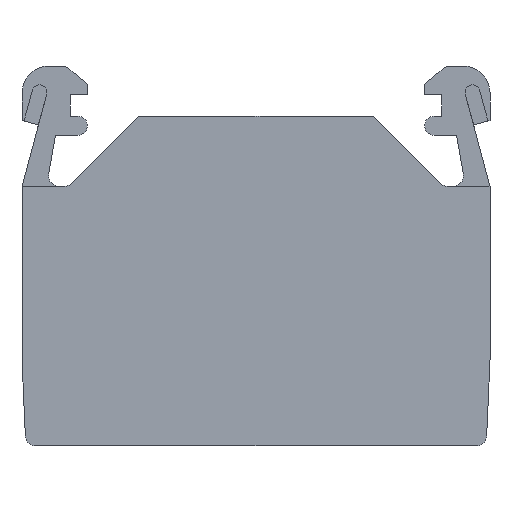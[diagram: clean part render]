
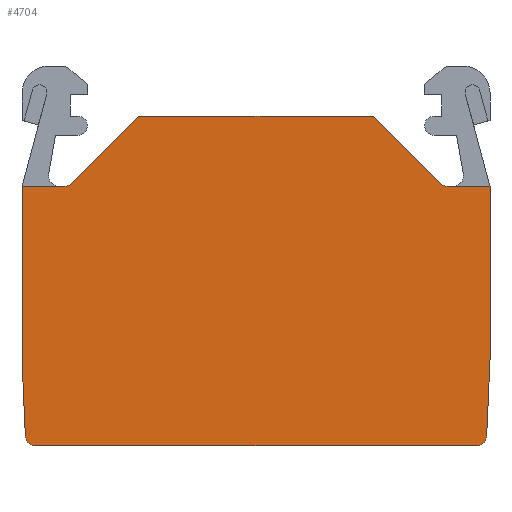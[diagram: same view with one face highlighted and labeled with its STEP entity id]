
A CAD part, front view. The second image highlights one B-rep face of the part: STEP entity #4704.
In plain terms, the highlighted planar face has unit normal (0, -1, 0).
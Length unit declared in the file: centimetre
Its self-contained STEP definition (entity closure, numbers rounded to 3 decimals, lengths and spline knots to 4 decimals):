
#73=LINE('',#6489,#635);
#295=LINE('',#6972,#857);
#324=LINE('',#7034,#886);
#329=LINE('',#7045,#891);
#337=LINE('',#7060,#899);
#382=LINE('',#7167,#944);
#466=LINE('',#7379,#1028);
#518=LINE('',#7546,#1080);
#569=LINE('',#7650,#1131);
#570=LINE('',#7654,#1132);
#635=VECTOR('',#5249,2.2);
#857=VECTOR('',#5623,1.63);
#886=VECTOR('',#5672,0.3986);
#891=VECTOR('',#5683,0.892);
#899=VECTOR('',#5697,0.3986);
#944=VECTOR('',#5800,0.892);
#1028=VECTOR('',#6008,1.63);
#1080=VECTOR('',#6152,4.1378);
#1131=VECTOR('',#6253,0.715);
#1132=VECTOR('',#6258,0.715);
#1456=FACE_OUTER_BOUND('',#1736,.T.);
#1736=EDGE_LOOP('',(#4103,#4104,#4105,#4106,#4107,#4108,#4109,#4110,#4111,
#4112,#4113,#4114,#4115,#4116));
#1800=CIRCLE('',#4890,0.1);
#1801=CIRCLE('',#4893,0.1);
#1847=CIRCLE('',#5057,0.1);
#1848=CIRCLE('',#5058,0.1);
#1895=VERTEX_POINT('',#6487);
#1896=VERTEX_POINT('',#6488);
#2080=VERTEX_POINT('',#6969);
#2081=VERTEX_POINT('',#6971);
#2104=VERTEX_POINT('',#7032);
#2105=VERTEX_POINT('',#7037);
#2107=VERTEX_POINT('',#7043);
#2108=VERTEX_POINT('',#7048);
#2111=VERTEX_POINT('',#7058);
#2210=VERTEX_POINT('',#7377);
#2254=VERTEX_POINT('',#7543);
#2255=VERTEX_POINT('',#7545);
#2283=VERTEX_POINT('',#7649);
#2284=VERTEX_POINT('',#7652);
#2353=EDGE_CURVE('',#1895,#1896,#73,.T.);
#2592=EDGE_CURVE('',#2081,#2080,#295,.T.);
#2623=EDGE_CURVE('',#2080,#2104,#324,.T.);
#2626=EDGE_CURVE('',#2104,#2105,#1800,.T.);
#2629=EDGE_CURVE('',#1896,#2107,#329,.T.);
#2632=EDGE_CURVE('',#2107,#2108,#1801,.T.);
#2638=EDGE_CURVE('',#2108,#2111,#337,.T.);
#2693=EDGE_CURVE('',#2105,#1895,#382,.T.);
#2797=EDGE_CURVE('',#2111,#2210,#466,.T.);
#2868=EDGE_CURVE('',#2255,#2254,#518,.T.);
#2921=EDGE_CURVE('',#2210,#2283,#569,.T.);
#2922=EDGE_CURVE('',#2283,#2255,#1847,.T.);
#2923=EDGE_CURVE('',#2254,#2284,#1848,.T.);
#2924=EDGE_CURVE('',#2284,#2081,#570,.T.);
#4103=ORIENTED_EDGE('',*,*,#2693,.T.);
#4104=ORIENTED_EDGE('',*,*,#2353,.T.);
#4105=ORIENTED_EDGE('',*,*,#2629,.T.);
#4106=ORIENTED_EDGE('',*,*,#2632,.T.);
#4107=ORIENTED_EDGE('',*,*,#2638,.T.);
#4108=ORIENTED_EDGE('',*,*,#2797,.T.);
#4109=ORIENTED_EDGE('',*,*,#2921,.T.);
#4110=ORIENTED_EDGE('',*,*,#2922,.T.);
#4111=ORIENTED_EDGE('',*,*,#2868,.T.);
#4112=ORIENTED_EDGE('',*,*,#2923,.T.);
#4113=ORIENTED_EDGE('',*,*,#2924,.T.);
#4114=ORIENTED_EDGE('',*,*,#2592,.T.);
#4115=ORIENTED_EDGE('',*,*,#2623,.T.);
#4116=ORIENTED_EDGE('',*,*,#2626,.T.);
#4451=PLANE('',#5056);
#4704=ADVANCED_FACE('',(#1456),#4451,.F.);
#4890=AXIS2_PLACEMENT_3D('',#7039,#5677,#5678);
#4893=AXIS2_PLACEMENT_3D('',#7050,#5688,#5689);
#5056=AXIS2_PLACEMENT_3D('',#7648,#6251,#6252);
#5057=AXIS2_PLACEMENT_3D('',#7651,#6254,#6255);
#5058=AXIS2_PLACEMENT_3D('',#7653,#6256,#6257);
#5249=DIRECTION('',(-1.,0.,0.));
#5623=DIRECTION('',(0.,0.,1.));
#5672=DIRECTION('',(-1.,0.,0.));
#5677=DIRECTION('center_axis',(0.,1.,0.));
#5678=DIRECTION('ref_axis',(0.,0.,-1.));
#5683=DIRECTION('',(-0.707,0.,-0.707));
#5688=DIRECTION('center_axis',(0.,1.,0.));
#5689=DIRECTION('ref_axis',(0.707,0.,-0.707));
#5697=DIRECTION('',(-1.,0.,0.));
#5800=DIRECTION('',(-0.707,0.,0.707));
#6008=DIRECTION('',(0.,0.,-1.));
#6152=DIRECTION('',(1.,0.,0.));
#6251=DIRECTION('center_axis',(0.,1.,0.));
#6252=DIRECTION('ref_axis',(-1.,0.,0.));
#6253=DIRECTION('',(0.044,0.,-0.999));
#6254=DIRECTION('center_axis',(0.,-1.,0.));
#6255=DIRECTION('ref_axis',(0.,0.,
1.));
#6256=DIRECTION('center_axis',(0.,-1.,0.));
#6257=DIRECTION('ref_axis',(-0.999,0.,0.044));
#6258=DIRECTION('',(0.044,0.,0.999));
#6487=CARTESIAN_POINT('',(1.1,-0.96,3.1));
#6488=CARTESIAN_POINT('',(-1.1,-0.96,3.1));
#6489=CARTESIAN_POINT('',(1.1,-0.96,3.1));
#6969=CARTESIAN_POINT('',(2.2,-0.96,2.44));
#6971=CARTESIAN_POINT('',(2.2,-0.96,0.81));
#6972=CARTESIAN_POINT('',(2.2,-0.96,0.81));
#7032=CARTESIAN_POINT('',(1.8014,-0.96,2.44));
#7034=CARTESIAN_POINT('',(2.2,-0.96,2.44));
#7037=CARTESIAN_POINT('',(1.7307,-0.96,2.4693));
#7039=CARTESIAN_POINT('Origin',(1.8014,-0.96,2.54));
#7043=CARTESIAN_POINT('',(-1.7307,-0.96,2.4693));
#7045=CARTESIAN_POINT('',(-1.1,-0.96,3.1));
#7048=CARTESIAN_POINT('',(-1.8014,-0.96,2.44));
#7050=CARTESIAN_POINT('Origin',(-1.8014,-0.96,2.54));
#7058=CARTESIAN_POINT('',(-2.2,-0.96,2.44));
#7060=CARTESIAN_POINT('',(-1.8014,-0.96,2.44));
#7167=CARTESIAN_POINT('',(1.7307,-0.96,2.4693));
#7377=CARTESIAN_POINT('',(-2.2,-0.96,0.81));
#7379=CARTESIAN_POINT('',(-2.2,-0.96,2.44));
#7543=CARTESIAN_POINT('',(2.0689,-0.96,0.));
#7545=CARTESIAN_POINT('',(-2.0689,-0.96,0.));
#7546=CARTESIAN_POINT('',(-2.0689,-0.96,0.));
#7648=CARTESIAN_POINT('Origin',(0.,-0.96,1.4265));
#7649=CARTESIAN_POINT('',(-2.1688,-0.96,0.0956));
#7650=CARTESIAN_POINT('',(-2.2,-0.96,0.81));
#7651=CARTESIAN_POINT('Origin',(-2.0689,-0.96,0.1));
#7652=CARTESIAN_POINT('',(2.1688,-0.96,0.0956));
#7653=CARTESIAN_POINT('Origin',(2.0689,-0.96,0.1));
#7654=CARTESIAN_POINT('',(2.1688,-0.96,0.0956));
